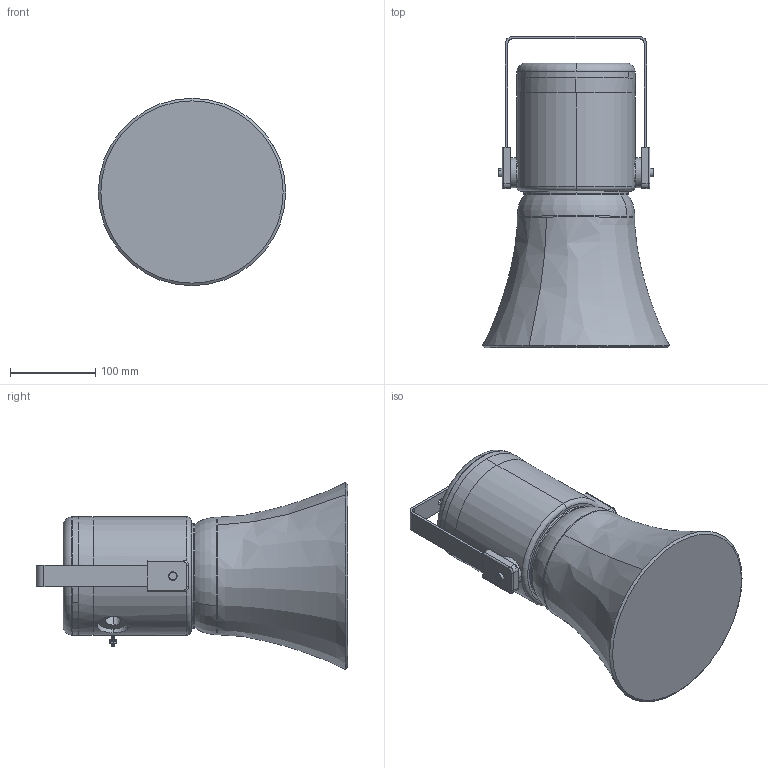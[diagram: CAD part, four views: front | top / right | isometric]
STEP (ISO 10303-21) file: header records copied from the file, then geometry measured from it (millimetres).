
FILE_DESCRIPTION (( 'STEP AP214' ), '1' );
FILE_NAME ('D157-05-001-3D_Issue_A_defeature.STEP', '2022-01-19T14:18:17', ( '' ), ( '' ), 'SwSTEP 2.0', 'SolidWorks 2021', '' );
FILE_SCHEMA (( 'AUTOMOTIVE_DESIGN' ));
Length unit declared in the file: millimetre
Products named in the file (1): D157-05-001-3D_Issue_A_defeature
Bounding box: 219.56 x 365 x 219.56 mm (x, y, z)
Volume: 6201027.7 mm3; surface area: 255964.1 mm2
Topology: 1 solids, 12 shells, 275 faces, 625 edges, 397 vertices
Faces by surface type: cylinder 110, plane 82, cone 47, torus 22, bspline 14
Entity records: 45001 total; most frequent: CARTESIAN_POINT 36589, DIRECTION 1278, ORIENTED_EDGE 1250, EDGE_CURVE 625, AXIS2_PLACEMENT_3D 527, VERTEX_POINT 397, EDGE_LOOP 308, FACE_OUTER_BOUND 275
